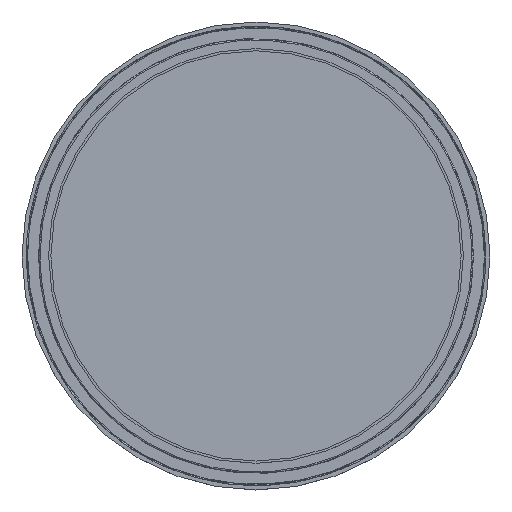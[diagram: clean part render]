
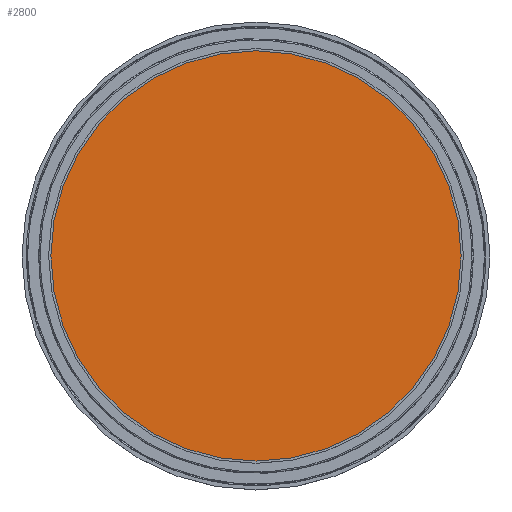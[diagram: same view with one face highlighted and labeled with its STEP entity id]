
A CAD part, top view. The second image highlights one B-rep face of the part: STEP entity #2800.
In plain terms, the highlighted planar face has unit normal (0, 0, 1).
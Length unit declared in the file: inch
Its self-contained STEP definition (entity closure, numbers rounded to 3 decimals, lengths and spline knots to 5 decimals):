
#92 = ORIENTED_EDGE ( 'NONE', *, *, #4091, .F. ) ;
#205 = CARTESIAN_POINT ( 'NONE',  ( 0., -4.1425, 0.629 ) ) ;
#282 = CARTESIAN_POINT ( 'NONE',  ( 0., 0., 0.629 ) ) ;
#324 = AXIS2_PLACEMENT_3D ( 'NONE', #2274, #4170, #1255 ) ;
#370 = CARTESIAN_POINT ( 'NONE',  ( 0., 0., 0.629 ) ) ;
#625 = FACE_OUTER_BOUND ( 'NONE', #2681, .T. ) ;
#662 = AXIS2_PLACEMENT_3D ( 'NONE', #282, #2860, #4166 ) ;
#670 = AXIS2_PLACEMENT_3D ( 'NONE', #370, #2949, #2342 ) ;
#896 = CARTESIAN_POINT ( 'NONE',  ( 0., 4.1425, 0.629 ) ) ;
#1196 = VERTEX_POINT ( 'NONE', #205 ) ;
#1255 = DIRECTION ( 'NONE',  ( 0., 1., 0. ) ) ;
#1271 = CIRCLE ( 'NONE', #670, 4.1425 ) ;
#1528 = CIRCLE ( 'NONE', #662, 4.1425 ) ;
#2029 = VERTEX_POINT ( 'NONE', #896 ) ;
#2274 = CARTESIAN_POINT ( 'NONE',  ( 0., 0., 0.629 ) ) ;
#2342 = DIRECTION ( 'NONE',  ( 0., -1., 0. ) ) ;
#2405 = EDGE_CURVE ( 'NONE', #2029, #1196, #1528, .T. ) ;
#2681 = EDGE_LOOP ( 'NONE', ( #92, #4172 ) ) ;
#2800 = ADVANCED_FACE ( 'NONE', ( #625 ), #4149, .T. ) ;
#2860 = DIRECTION ( 'NONE',  ( 0., 0., -1. ) ) ;
#2949 = DIRECTION ( 'NONE',  ( 0., 0., -1. ) ) ;
#4091 = EDGE_CURVE ( 'NONE', #1196, #2029, #1271, .T. ) ;
#4149 = PLANE ( 'NONE',  #324 ) ;
#4166 = DIRECTION ( 'NONE',  ( 0., -1., 0. ) ) ;
#4170 = DIRECTION ( 'NONE',  ( 0., 0., 1. ) ) ;
#4172 = ORIENTED_EDGE ( 'NONE', *, *, #2405, .F. ) ;
